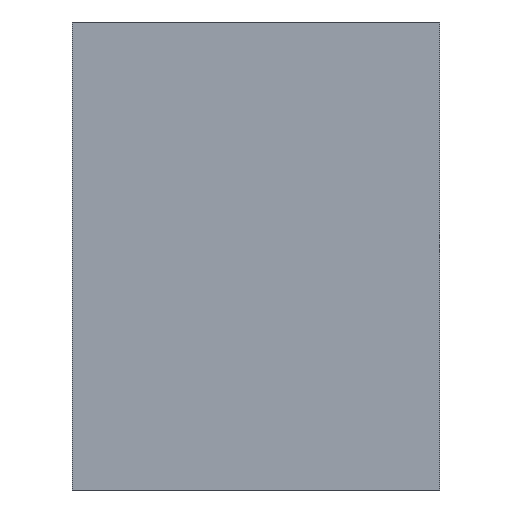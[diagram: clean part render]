
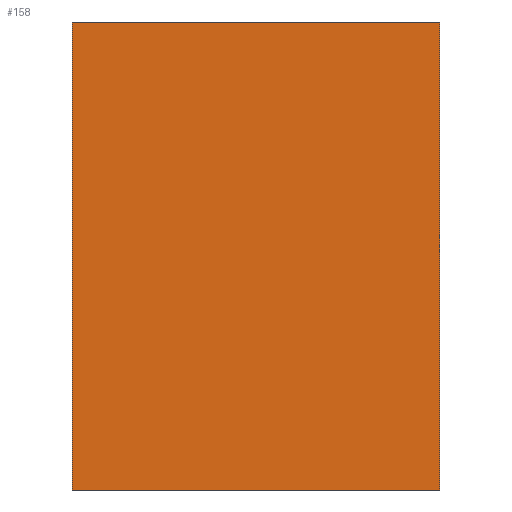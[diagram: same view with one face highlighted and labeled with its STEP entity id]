
A CAD part, front view. The second image highlights one B-rep face of the part: STEP entity #158.
In plain terms, the highlighted planar face has unit normal (0, -1, 0).
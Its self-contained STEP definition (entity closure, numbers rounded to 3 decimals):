
#1 = LINE ( 'NONE', #144, #205 ) ;
#5 = CARTESIAN_POINT ( 'NONE',  ( 5.5, 0.02, 7. ) ) ;
#11 = AXIS2_PLACEMENT_3D ( 'NONE', #238, #12, #141 ) ;
#12 = DIRECTION ( 'NONE',  ( 0., -1., 0. ) ) ;
#17 = ORIENTED_EDGE ( 'NONE', *, *, #58, .F. ) ;
#19 = LINE ( 'NONE', #51, #108 ) ;
#27 = DIRECTION ( 'NONE',  ( 0., 0., -1. ) ) ;
#39 = VERTEX_POINT ( 'NONE', #122 ) ;
#40 = DIRECTION ( 'NONE',  ( 0., 0., 1. ) ) ;
#51 = CARTESIAN_POINT ( 'NONE',  ( -5.5, 0.02, 7. ) ) ;
#58 = EDGE_CURVE ( 'NONE', #39, #223, #19, .T. ) ;
#75 = LINE ( 'NONE', #5, #111 ) ;
#97 = EDGE_CURVE ( 'NONE', #228, #39, #1, .T. ) ;
#100 = VECTOR ( 'NONE', #104, 1000. ) ;
#104 = DIRECTION ( 'NONE',  ( -1., 0., 0. ) ) ;
#108 = VECTOR ( 'NONE', #180, 1000. ) ;
#109 = ORIENTED_EDGE ( 'NONE', *, *, #152, .F. ) ;
#111 = VECTOR ( 'NONE', #27, 1000. ) ;
#122 = CARTESIAN_POINT ( 'NONE',  ( -5.5, 0.02, 7. ) ) ;
#123 = VERTEX_POINT ( 'NONE', #242 ) ;
#130 = EDGE_LOOP ( 'NONE', ( #182, #17, #227, #109 ) ) ;
#141 = DIRECTION ( 'NONE',  ( 0., 0., -1. ) ) ;
#144 = CARTESIAN_POINT ( 'NONE',  ( -5.5, 0.02, 7. ) ) ;
#151 = LINE ( 'NONE', #215, #100 ) ;
#152 = EDGE_CURVE ( 'NONE', #123, #228, #151, .T. ) ;
#158 = ADVANCED_FACE ( 'NONE', ( #247 ), #217, .T. ) ;
#180 = DIRECTION ( 'NONE',  ( 1., 0., 0. ) ) ;
#182 = ORIENTED_EDGE ( 'NONE', *, *, #229, .F. ) ;
#205 = VECTOR ( 'NONE', #40, 1000. ) ;
#215 = CARTESIAN_POINT ( 'NONE',  ( -5.5, 0.02, -7. ) ) ;
#217 = PLANE ( 'NONE',  #11 ) ;
#219 = CARTESIAN_POINT ( 'NONE',  ( -5.5, 0.02, -7. ) ) ;
#223 = VERTEX_POINT ( 'NONE', #232 ) ;
#227 = ORIENTED_EDGE ( 'NONE', *, *, #97, .F. ) ;
#228 = VERTEX_POINT ( 'NONE', #219 ) ;
#229 = EDGE_CURVE ( 'NONE', #223, #123, #75, .T. ) ;
#232 = CARTESIAN_POINT ( 'NONE',  ( 5.5, 0.02, 7. ) ) ;
#238 = CARTESIAN_POINT ( 'NONE',  ( 0., 0.02, 0. ) ) ;
#242 = CARTESIAN_POINT ( 'NONE',  ( 5.5, 0.02, -7. ) ) ;
#247 = FACE_OUTER_BOUND ( 'NONE', #130, .T. ) ;
